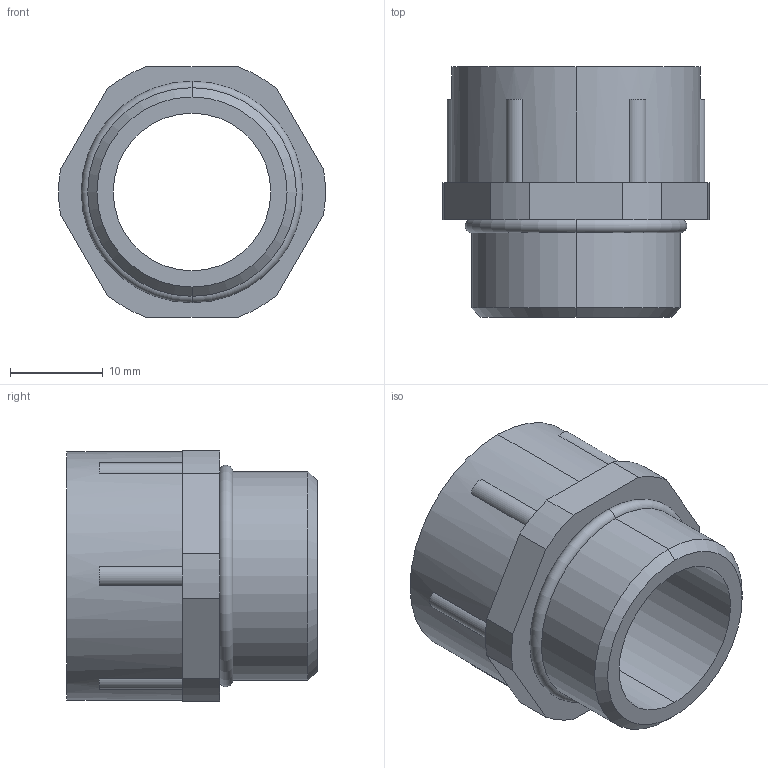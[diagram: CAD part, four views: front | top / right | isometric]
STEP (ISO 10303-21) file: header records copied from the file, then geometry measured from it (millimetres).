
FILE_DESCRIPTION (( 'STEP AP203' ), '1' );
FILE_NAME ('WNSCP-PG16PG13.5_H.STP', '2017-10-21T10:35:28', ( '微软用户' ), ( '微软中国' ), 'SwSTEP 2.0', 'SolidWorks 2012', '' );
FILE_SCHEMA (( 'CONFIG_CONTROL_DESIGN' ));
Length unit declared in the file: millimetre
Products named in the file (1): WNSCP-PG16PG13.5_H
Bounding box: 28.75 x 27 x 27 mm (x, y, z)
Volume: 6771 mm3; surface area: 4460 mm2
Topology: 1 solids, 1 shells, 43 faces, 110 edges, 72 vertices
Faces by surface type: cylinder 22, plane 17, torus 2, cone 2
Entity records: 1415 total; most frequent: DIRECTION 260, CARTESIAN_POINT 226, ORIENTED_EDGE 220, EDGE_CURVE 110, AXIS2_PLACEMENT_3D 106, VERTEX_POINT 72, CIRCLE 62, VECTOR 48
